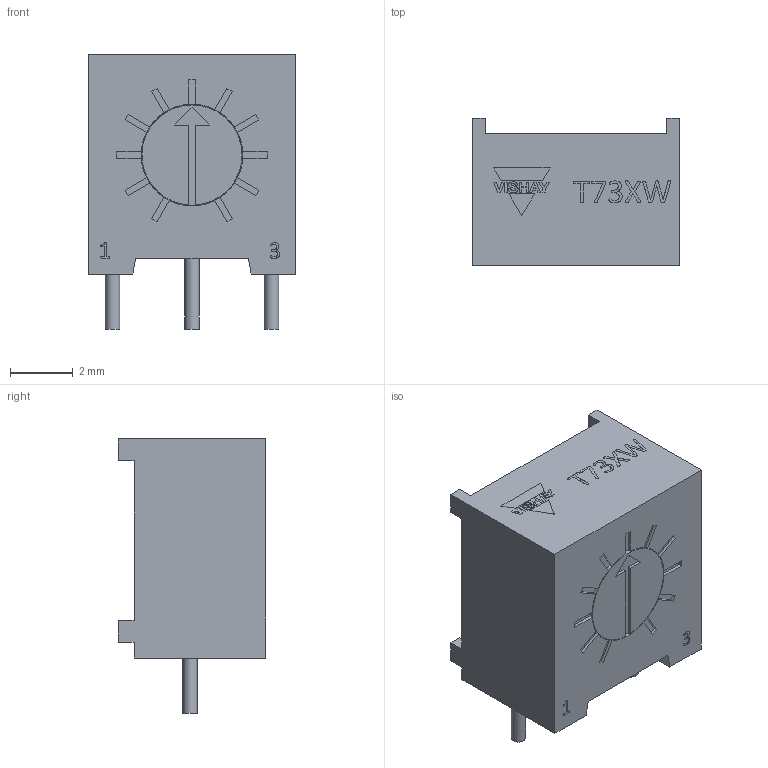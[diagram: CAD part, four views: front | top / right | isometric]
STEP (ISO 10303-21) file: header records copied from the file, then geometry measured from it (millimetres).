
FILE_DESCRIPTION(/* description */ (''),/* implementation_level */ '2;1');
FILE_NAME(/* name */ 'T73XW-VISHAY.step',/* time_stamp */ '2021-11-14T22:45:27+01:00',/* author */ (''),/* organization */ (''),/* preprocessor_version */ 'ST-DEVELOPER v18.1',/* originating_system */ 'Autodesk Translation Framework v10.10.0.1391',/* authorisation */ '');
FILE_SCHEMA (('AUTOMOTIVE_DESIGN { 1 0 10303 214 3 1 1 }'));
Length unit declared in the file: millimetre
Products named in the file (1): T73XW-VISHAY
Bounding box: 6.6 x 4.7 x 8.76 mm (x, y, z)
Volume: 187.2 mm3; surface area: 252.2 mm2
Topology: 1 solids, 1 shells, 182 faces, 479 edges, 320 vertices
Faces by surface type: plane 159, bspline 18, cylinder 5
Full cylindrical faces by diameter (mm): 0.46 x3, 3.2 x1, 3.25 x1
Entity records: 6737 total; most frequent: CARTESIAN_POINT 2110, ORIENTED_EDGE 958, DIRECTION 793, EDGE_CURVE 479, LINE 383, VECTOR 383, VERTEX_POINT 320, AXIS2_PLACEMENT_3D 205
